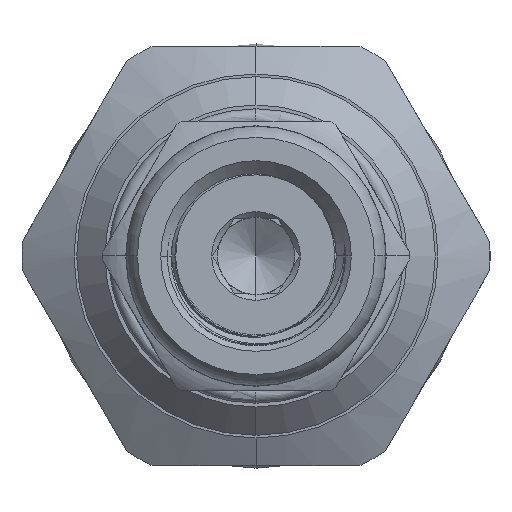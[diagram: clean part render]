
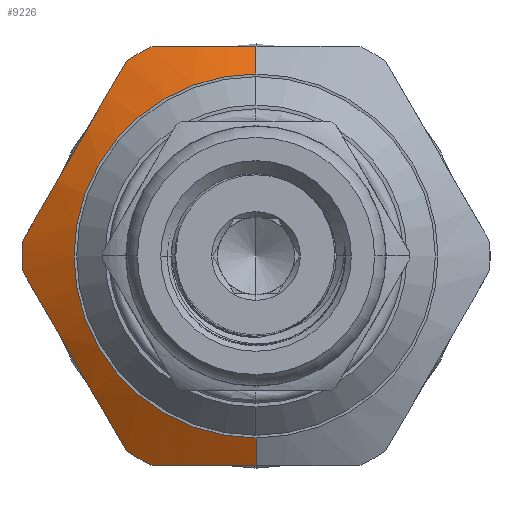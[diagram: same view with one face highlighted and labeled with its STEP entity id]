
A CAD part, left-side view. The second image highlights one B-rep face of the part: STEP entity #9226.
In plain terms, the highlighted conical face has half-angle 60 degrees and reference radius 9.642 mm.
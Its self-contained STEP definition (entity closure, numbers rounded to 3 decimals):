
#13 = EDGE_CURVE ( 'NONE', #12524, #6206, #13056, .T. ) ;
#14 = EDGE_CURVE ( 'NONE', #12524, #474, #13058, .T. ) ;
#21 = EDGE_CURVE ( 'NONE', #12459, #12472, #13067, .T. ) ;
#474 = VERTEX_POINT ( 'NONE', #4384 ) ;
#487 = CARTESIAN_POINT ( 'NONE',  ( 12.847, 10.076, -4.768 ) ) ;
#488 = CARTESIAN_POINT ( 'NONE',  ( 12.915, 10.544, -3.957 ) ) ;
#489 = CARTESIAN_POINT ( 'NONE',  ( 13.172, 11.466, -2.36 ) ) ;
#490 = CARTESIAN_POINT ( 'NONE',  ( 13.36, 11.923, -1.57 ) ) ;
#491 = CARTESIAN_POINT ( 'NONE',  ( 13.592, 12.375, -0.786 ) ) ;
#492 = CARTESIAN_POINT ( 'NONE',  ( 12.848, 0., -11.11 ) ) ;
#493 = CARTESIAN_POINT ( 'NONE',  ( 12.848, 0.462, -11.11 ) ) ;
#494 = CARTESIAN_POINT ( 'NONE',  ( 13.592, 0., 0. ) ) ;
#495 = DIRECTION ( 'NONE',  ( -1., 0., 0. ) ) ;
#496 = DIRECTION ( 'NONE',  ( 0., 0., -1. ) ) ;
#497 = DIRECTION ( 'NONE',  ( 0.5, 0., -0.866 ) ) ;
#498 = CARTESIAN_POINT ( 'NONE',  ( 12.864, 0.926, -11.11 ) ) ;
#499 = CARTESIAN_POINT ( 'NONE',  ( 12.931, 1.853, -11.11 ) ) ;
#500 = CARTESIAN_POINT ( 'NONE',  ( 12.981, 2.32, -11.11 ) ) ;
#501 = CARTESIAN_POINT ( 'NONE',  ( 13.175, 3.706, -11.11 ) ) ;
#502 = CARTESIAN_POINT ( 'NONE',  ( 13.363, 4.613, -11.11 ) ) ;
#503 = CARTESIAN_POINT ( 'NONE',  ( 13.592, 5.507, -11.11 ) ) ;
#742 = EDGE_LOOP ( 'NONE', ( #2348, #2349, #2357, #2350, #2355, #2356, #2353, #2352, #2351, #2354 ) ) ;
#2166 = B_SPLINE_CURVE_WITH_KNOTS ( 'NONE', 3,
 ( #492, #493, #498, #499, #500, #501, #502, #503 ),
 .UNSPECIFIED., .F., .F.,
 ( 4, 2, 2, 4 ),
 ( 0.016, 0.018, 0.019, 0.022 ),
 .UNSPECIFIED. ) ;
#2208 = B_SPLINE_CURVE_WITH_KNOTS ( 'NONE', 3,
 ( #3032, #3021, #3016, #3034, #3035, #3036, #3037, #3038, #3039, #3040 ),
 .UNSPECIFIED., .F., .F.,
 ( 4, 2, 2, 2, 4 ),
 ( 0., 0.003, 0.006, 0.008, 0.011 ),
 .UNSPECIFIED. ) ;
#2221 = B_SPLINE_CURVE_WITH_KNOTS ( 'NONE', 3,
 ( #6108, #6109, #6113, #6114, #6115, #487, #488, #489, #490, #491 ),
 .UNSPECIFIED., .F., .F.,
 ( 4, 2, 2, 2, 4 ),
 ( 0., 0.003, 0.006, 0.008, 0.011 ),
 .UNSPECIFIED. ) ;
#2246 = B_SPLINE_CURVE_WITH_KNOTS ( 'NONE', 3,
 ( #3015, #3020, #3026, #3027, #3028, #3029, #3030, #3031 ),
 .UNSPECIFIED., .F., .F.,
 ( 4, 2, 2, 4 ),
 ( 0.007, 0.01, 0.011, 0.012 ),
 .UNSPECIFIED. ) ;
#2348 = ORIENTED_EDGE ( 'NONE', *, *, #13, .F. ) ;
#2349 = ORIENTED_EDGE ( 'NONE', *, *, #14, .T. ) ;
#2350 = ORIENTED_EDGE ( 'NONE', *, *, #21, .T. ) ;
#2351 = ORIENTED_EDGE ( 'NONE', *, *, #8684, .F. ) ;
#2352 = ORIENTED_EDGE ( 'NONE', *, *, #8681, .T. ) ;
#2353 = ORIENTED_EDGE ( 'NONE', *, *, #8679, .F. ) ;
#2354 = ORIENTED_EDGE ( 'NONE', *, *, #8686, .F. ) ;
#2355 = ORIENTED_EDGE ( 'NONE', *, *, #9661, .F. ) ;
#2356 = ORIENTED_EDGE ( 'NONE', *, *, #8677, .T. ) ;
#2357 = ORIENTED_EDGE ( 'NONE', *, *, #9660, .F. ) ;
#3015 = CARTESIAN_POINT ( 'NONE',  ( 13.592, 5.507, 11.11 ) ) ;
#3016 = CARTESIAN_POINT ( 'NONE',  ( 13.174, 11.47, 2.354 ) ) ;
#3020 = CARTESIAN_POINT ( 'NONE',  ( 13.363, 4.613, 11.11 ) ) ;
#3021 = CARTESIAN_POINT ( 'NONE',  ( 13.361, 11.923, 1.568 ) ) ;
#3026 = CARTESIAN_POINT ( 'NONE',  ( 13.175, 3.706, 11.11 ) ) ;
#3027 = CARTESIAN_POINT ( 'NONE',  ( 12.981, 2.32, 11.11 ) ) ;
#3028 = CARTESIAN_POINT ( 'NONE',  ( 12.931, 1.853, 11.11 ) ) ;
#3029 = CARTESIAN_POINT ( 'NONE',  ( 12.864, 0.926, 11.11 ) ) ;
#3030 = CARTESIAN_POINT ( 'NONE',  ( 12.848, 0.462, 11.11 ) ) ;
#3031 = CARTESIAN_POINT ( 'NONE',  ( 12.848, 0., 11.11 ) ) ;
#3032 = CARTESIAN_POINT ( 'NONE',  ( 13.592, 12.375, 0.786 ) ) ;
#3034 = CARTESIAN_POINT ( 'NONE',  ( 12.917, 10.555, 3.938 ) ) ;
#3035 = CARTESIAN_POINT ( 'NONE',  ( 12.848, 10.095, 4.735 ) ) ;
#3036 = CARTESIAN_POINT ( 'NONE',  ( 12.847, 9.167, 6.342 ) ) ;
#3037 = CARTESIAN_POINT ( 'NONE',  ( 12.915, 8.699, 7.153 ) ) ;
#3038 = CARTESIAN_POINT ( 'NONE',  ( 13.172, 7.777, 8.75 ) ) ;
#3039 = CARTESIAN_POINT ( 'NONE',  ( 13.36, 7.321, 9.54 ) ) ;
#3040 = CARTESIAN_POINT ( 'NONE',  ( 13.592, 6.868, 10.324 ) ) ;
#4384 = CARTESIAN_POINT ( 'NONE',  ( 12.848, 0., 11.11 ) ) ;
#4406 = CARTESIAN_POINT ( 'NONE',  ( 12.848, 0., -11.11 ) ) ;
#4417 = CARTESIAN_POINT ( 'NONE',  ( 13.592, 6.868, -10.324 ) ) ;
#4616 = VERTEX_POINT ( 'NONE', #4406 ) ;
#4627 = VERTEX_POINT ( 'NONE', #4417 ) ;
#4740 = DIRECTION ( 'NONE',  ( -1., 0., 0. ) ) ;
#4745 = DIRECTION ( 'NONE',  ( 0., 0., -1. ) ) ;
#4761 = CARTESIAN_POINT ( 'NONE',  ( 13.592, 0., 0. ) ) ;
#4926 = CIRCLE ( 'NONE', #10691, 12.4 ) ;
#4930 = CIRCLE ( 'NONE', #10692, 12.4 ) ;
#4931 = LINE ( 'NONE', #6104, #4932 ) ;
#4932 = VECTOR ( 'NONE', #497, 1000. ) ;
#6104 = CARTESIAN_POINT ( 'NONE',  ( 12., 0., -9.642 ) ) ;
#6108 = CARTESIAN_POINT ( 'NONE',  ( 13.592, 6.868, -10.324 ) ) ;
#6109 = CARTESIAN_POINT ( 'NONE',  ( 13.361, 7.32, -9.542 ) ) ;
#6110 = CARTESIAN_POINT ( 'NONE',  ( 13.592, 0., 0. ) ) ;
#6111 = DIRECTION ( 'NONE',  ( -1., 0., 0. ) ) ;
#6112 = DIRECTION ( 'NONE',  ( 0., 0., -1. ) ) ;
#6113 = CARTESIAN_POINT ( 'NONE',  ( 13.174, 7.774, -8.756 ) ) ;
#6114 = CARTESIAN_POINT ( 'NONE',  ( 12.917, 8.688, -7.172 ) ) ;
#6115 = CARTESIAN_POINT ( 'NONE',  ( 12.848, 9.148, -6.375 ) ) ;
#6206 = VERTEX_POINT ( 'NONE', #9437 ) ;
#7613 = CARTESIAN_POINT ( 'NONE',  ( 13.592, 12.375, -0.786 ) ) ;
#8677 = EDGE_CURVE ( 'NONE', #13558, #10075, #4926, .T. ) ;
#8679 = EDGE_CURVE ( 'NONE', #4627, #10075, #2221, .T. ) ;
#8681 = EDGE_CURVE ( 'NONE', #4627, #12535, #4930, .T. ) ;
#8684 = EDGE_CURVE ( 'NONE', #4616, #12535, #2166, .T. ) ;
#8686 = EDGE_CURVE ( 'NONE', #6206, #4616, #4931, .T. ) ;
#9226 = ADVANCED_FACE ( 'NONE', ( #11595 ), #11604, .T. ) ;
#9437 = CARTESIAN_POINT ( 'NONE',  ( 12., 0., -9.642 ) ) ;
#9660 = EDGE_CURVE ( 'NONE', #12459, #474, #2246, .T. ) ;
#9661 = EDGE_CURVE ( 'NONE', #13558, #12472, #2208, .T. ) ;
#10075 = VERTEX_POINT ( 'NONE', #7613 ) ;
#10237 = CARTESIAN_POINT ( 'NONE',  ( 12., 0., 9.642 ) ) ;
#10238 = DIRECTION ( 'NONE',  ( 0.5, 0., 0.866 ) ) ;
#10244 = CARTESIAN_POINT ( 'NONE',  ( 12., 0., 0. ) ) ;
#10556 = AXIS2_PLACEMENT_3D ( 'NONE', #10244, #14099, #14100 ) ;
#10560 = AXIS2_PLACEMENT_3D ( 'NONE', #4761, #4740, #4745 ) ;
#10691 = AXIS2_PLACEMENT_3D ( 'NONE', #6110, #6111, #6112 ) ;
#10692 = AXIS2_PLACEMENT_3D ( 'NONE', #494, #495, #496 ) ;
#11595 = FACE_OUTER_BOUND ( 'NONE', #742, .T. ) ;
#11604 = CONICAL_SURFACE ( 'NONE', #12406, 9.642, 1.047 ) ;
#12406 = AXIS2_PLACEMENT_3D ( 'NONE', #14453, #14456, #14452 ) ;
#12459 = VERTEX_POINT ( 'NONE', #13880 ) ;
#12472 = VERTEX_POINT ( 'NONE', #13893 ) ;
#12524 = VERTEX_POINT ( 'NONE', #13945 ) ;
#12535 = VERTEX_POINT ( 'NONE', #13956 ) ;
#13056 = CIRCLE ( 'NONE', #10556, 9.642 ) ;
#13058 = LINE ( 'NONE', #10237, #13061 ) ;
#13061 = VECTOR ( 'NONE', #10238, 1000. ) ;
#13067 = CIRCLE ( 'NONE', #10560, 12.4 ) ;
#13558 = VERTEX_POINT ( 'NONE', #13996 ) ;
#13880 = CARTESIAN_POINT ( 'NONE',  ( 13.592, 5.507, 11.11 ) ) ;
#13893 = CARTESIAN_POINT ( 'NONE',  ( 13.592, 6.868, 10.324 ) ) ;
#13945 = CARTESIAN_POINT ( 'NONE',  ( 12., 0., 9.642 ) ) ;
#13956 = CARTESIAN_POINT ( 'NONE',  ( 13.592, 5.507, -11.11 ) ) ;
#13996 = CARTESIAN_POINT ( 'NONE',  ( 13.592, 12.375, 0.786 ) ) ;
#14099 = DIRECTION ( 'NONE',  ( -1., 0., 0. ) ) ;
#14100 = DIRECTION ( 'NONE',  ( 0., 0., 1. ) ) ;
#14452 = DIRECTION ( 'NONE',  ( 0., 0., -1. ) ) ;
#14453 = CARTESIAN_POINT ( 'NONE',  ( 12., 0., 0. ) ) ;
#14456 = DIRECTION ( 'NONE',  ( 1., 0., 0. ) ) ;
